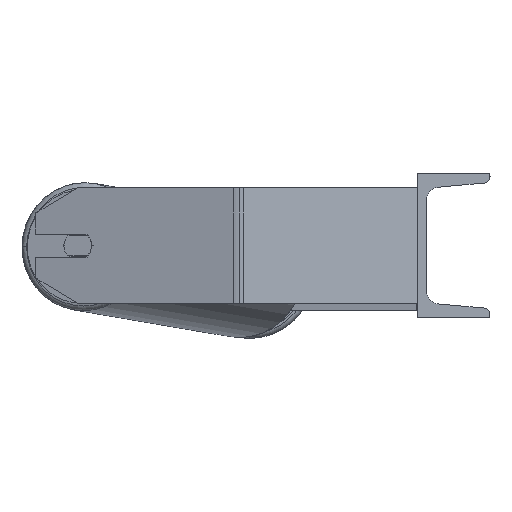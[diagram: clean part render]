
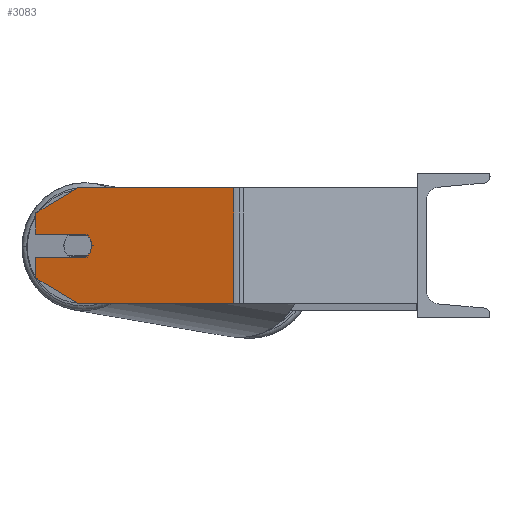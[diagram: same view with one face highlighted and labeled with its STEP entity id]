
A CAD part, left-side view. The second image highlights one B-rep face of the part: STEP entity #3083.
In plain terms, the highlighted planar face has unit normal (-0.966, 0.259, 0).
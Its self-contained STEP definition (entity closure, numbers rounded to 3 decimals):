
#72 = EDGE_CURVE ( 'NONE', #3637, #6554, #8158, .T. ) ;
#133 = CARTESIAN_POINT ( 'NONE',  ( -669.16, 265.34, 8. ) ) ;
#160 = AXIS2_PLACEMENT_3D ( 'NONE', #8083, #5909, #2436 ) ;
#172 = ORIENTED_EDGE ( 'NONE', *, *, #2751, .T. ) ;
#251 = VERTEX_POINT ( 'NONE', #7871 ) ;
#336 = LINE ( 'NONE', #3158, #2459 ) ;
#414 = EDGE_CURVE ( 'NONE', #7717, #4878, #4491, .T. ) ;
#424 = DIRECTION ( 'NONE',  ( 0., 0., -1. ) ) ;
#468 = DIRECTION ( 'NONE',  ( 0.224, 0.837, -0.5 ) ) ;
#564 = CARTESIAN_POINT ( 'NONE',  ( -676.925, 236.362, -40. ) ) ;
#574 = CARTESIAN_POINT ( 'NONE',  ( -676.925, 236.362, 0. ) ) ;
#587 = CARTESIAN_POINT ( 'NONE',  ( -678.478, 230.566, -8. ) ) ;
#777 = CARTESIAN_POINT ( 'NONE',  ( -678.478, 230.566, -8. ) ) ;
#852 = DIRECTION ( 'NONE',  ( 0.259, 0.966, 0. ) ) ;
#1015 = ORIENTED_EDGE ( 'NONE', *, *, #3629, .T. ) ;
#1077 = DIRECTION ( 'NONE',  ( -0.259, -0.966, 0. ) ) ;
#1098 = ORIENTED_EDGE ( 'NONE', *, *, #8654, .F. ) ;
#1225 = CARTESIAN_POINT ( 'NONE',  ( -678.478, 230.566, 8. ) ) ;
#1243 = CARTESIAN_POINT ( 'NONE',  ( -669.16, 265.34, -8. ) ) ;
#1345 = VECTOR ( 'NONE', #5240, 1000. ) ;
#1495 = DIRECTION ( 'NONE',  ( 0.966, -0.259, 0. ) ) ;
#1796 = ORIENTED_EDGE ( 'NONE', *, *, #1938, .F. ) ;
#1916 = VERTEX_POINT ( 'NONE', #133 ) ;
#1938 = EDGE_CURVE ( 'NONE', #8217, #2166, #5089, .T. ) ;
#1975 = CARTESIAN_POINT ( 'NONE',  ( -669.16, 265.34, 8. ) ) ;
#2067 = LINE ( 'NONE', #5676, #4983 ) ;
#2166 = VERTEX_POINT ( 'NONE', #587 ) ;
#2198 = PLANE ( 'NONE',  #3805 ) ;
#2261 = LINE ( 'NONE', #6337, #9108 ) ;
#2436 = DIRECTION ( 'NONE',  ( -0.259, -0.966, 0. ) ) ;
#2459 = VECTOR ( 'NONE', #424, 1000. ) ;
#2554 = CARTESIAN_POINT ( 'NONE',  ( -669.16, 265.34, 40. ) ) ;
#2589 = ORIENTED_EDGE ( 'NONE', *, *, #8371, .T. ) ;
#2603 = AXIS2_PLACEMENT_3D ( 'NONE', #574, #8386, #3484 ) ;
#2661 = VECTOR ( 'NONE', #6378, 1000. ) ;
#2751 = EDGE_CURVE ( 'NONE', #4878, #6916, #5192, .T. ) ;
#3083 = ADVANCED_FACE ( 'NONE', ( #7191 ), #2198, .F. ) ;
#3133 = ORIENTED_EDGE ( 'NONE', *, *, #3546, .T. ) ;
#3158 = CARTESIAN_POINT ( 'NONE',  ( -669.16, 265.34, 40. ) ) ;
#3203 = ORIENTED_EDGE ( 'NONE', *, *, #7797, .F. ) ;
#3442 = ORIENTED_EDGE ( 'NONE', *, *, #8783, .F. ) ;
#3484 = DIRECTION ( 'NONE',  ( -0.259, -0.966, 0. ) ) ;
#3546 = EDGE_CURVE ( 'NONE', #3637, #251, #3980, .T. ) ;
#3558 = CIRCLE ( 'NONE', #160, 10. ) ;
#3629 = EDGE_CURVE ( 'NONE', #8217, #7717, #336, .T. ) ;
#3637 = VERTEX_POINT ( 'NONE', #6381 ) ;
#3805 = AXIS2_PLACEMENT_3D ( 'NONE', #5034, #1495, #852 ) ;
#3980 = LINE ( 'NONE', #8925, #8357 ) ;
#4038 = EDGE_LOOP ( 'NONE', ( #1015, #6813, #172, #3442, #5843, #3133, #2589, #1098, #3203, #7092, #1796 ) ) ;
#4234 = CIRCLE ( 'NONE', #2603, 10. ) ;
#4491 = LINE ( 'NONE', #8839, #1345 ) ;
#4845 = VERTEX_POINT ( 'NONE', #8256 ) ;
#4878 = VERTEX_POINT ( 'NONE', #564 ) ;
#4910 = DIRECTION ( 'NONE',  ( 0., 0., -1. ) ) ;
#4945 = CARTESIAN_POINT ( 'NONE',  ( -706.013, 127.803, 40. ) ) ;
#4983 = VECTOR ( 'NONE', #8500, 1000. ) ;
#5034 = CARTESIAN_POINT ( 'NONE',  ( -669.16, 265.34, 40. ) ) ;
#5089 = LINE ( 'NONE', #777, #2661 ) ;
#5192 = LINE ( 'NONE', #8791, #7027 ) ;
#5240 = DIRECTION ( 'NONE',  ( -0.224, -0.837, -0.5 ) ) ;
#5334 = DIRECTION ( 'NONE',  ( -0.259, -0.966, 0. ) ) ;
#5676 = CARTESIAN_POINT ( 'NONE',  ( -706.013, 127.803, 40. ) ) ;
#5719 = VERTEX_POINT ( 'NONE', #1225 ) ;
#5843 = ORIENTED_EDGE ( 'NONE', *, *, #72, .F. ) ;
#5909 = DIRECTION ( 'NONE',  ( -0.966, 0.259, 0. ) ) ;
#6077 = VECTOR ( 'NONE', #1077, 1000. ) ;
#6102 = LINE ( 'NONE', #1975, #6875 ) ;
#6337 = CARTESIAN_POINT ( 'NONE',  ( -669.16, 265.34, 40. ) ) ;
#6378 = DIRECTION ( 'NONE',  ( -0.259, -0.966, 0. ) ) ;
#6381 = CARTESIAN_POINT ( 'NONE',  ( -676.925, 236.362, 40. ) ) ;
#6554 = VERTEX_POINT ( 'NONE', #4945 ) ;
#6674 = CARTESIAN_POINT ( 'NONE',  ( -706.013, 127.803, -40. ) ) ;
#6813 = ORIENTED_EDGE ( 'NONE', *, *, #414, .T. ) ;
#6875 = VECTOR ( 'NONE', #8919, 1000. ) ;
#6916 = VERTEX_POINT ( 'NONE', #6674 ) ;
#7027 = VECTOR ( 'NONE', #5334, 1000. ) ;
#7092 = ORIENTED_EDGE ( 'NONE', *, *, #7306, .F. ) ;
#7191 = FACE_OUTER_BOUND ( 'NONE', #4038, .T. ) ;
#7306 = EDGE_CURVE ( 'NONE', #2166, #4845, #3558, .T. ) ;
#7377 = CARTESIAN_POINT ( 'NONE',  ( -669.16, 265.34, -22.679 ) ) ;
#7717 = VERTEX_POINT ( 'NONE', #7377 ) ;
#7797 = EDGE_CURVE ( 'NONE', #4845, #5719, #4234, .T. ) ;
#7871 = CARTESIAN_POINT ( 'NONE',  ( -669.16, 265.34, 22.679 ) ) ;
#8083 = CARTESIAN_POINT ( 'NONE',  ( -676.925, 236.362, 0. ) ) ;
#8158 = LINE ( 'NONE', #2554, #6077 ) ;
#8217 = VERTEX_POINT ( 'NONE', #1243 ) ;
#8256 = CARTESIAN_POINT ( 'NONE',  ( -679.513, 226.703, 0. ) ) ;
#8357 = VECTOR ( 'NONE', #468, 1000. ) ;
#8371 = EDGE_CURVE ( 'NONE', #251, #1916, #2261, .T. ) ;
#8386 = DIRECTION ( 'NONE',  ( -0.966, 0.259, 0. ) ) ;
#8500 = DIRECTION ( 'NONE',  ( 0., 0., -1. ) ) ;
#8654 = EDGE_CURVE ( 'NONE', #5719, #1916, #6102, .T. ) ;
#8783 = EDGE_CURVE ( 'NONE', #6554, #6916, #2067, .T. ) ;
#8791 = CARTESIAN_POINT ( 'NONE',  ( -669.16, 265.34, -40. ) ) ;
#8839 = CARTESIAN_POINT ( 'NONE',  ( -676.925, 236.362, -40. ) ) ;
#8919 = DIRECTION ( 'NONE',  ( 0.259, 0.966, 0. ) ) ;
#8925 = CARTESIAN_POINT ( 'NONE',  ( -669.16, 265.34, 22.679 ) ) ;
#9108 = VECTOR ( 'NONE', #4910, 1000. ) ;
